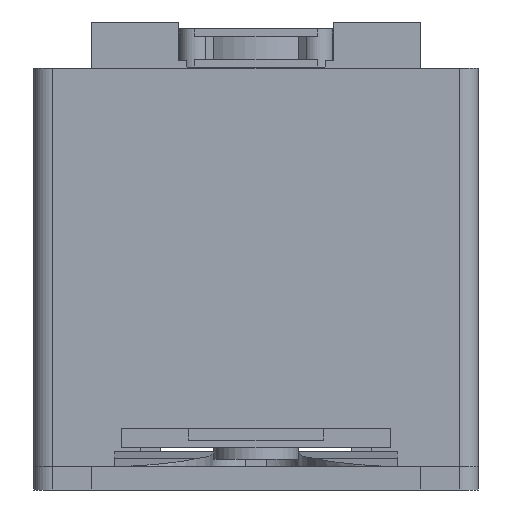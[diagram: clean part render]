
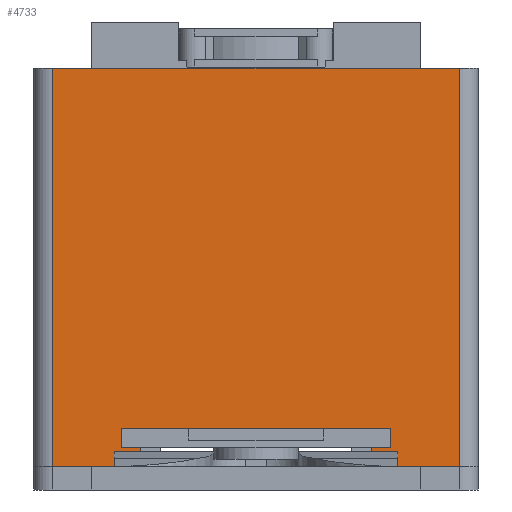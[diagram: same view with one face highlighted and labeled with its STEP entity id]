
A CAD part, front view. The second image highlights one B-rep face of the part: STEP entity #4733.
In plain terms, the highlighted planar face has unit normal (0, -1, 0).
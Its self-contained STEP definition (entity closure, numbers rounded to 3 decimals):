
#327=PLANE('',#5205);
#591=FACE_OUTER_BOUND('',#918,.T.);
#918=EDGE_LOOP('',(#4160,#4161,#4162,#4163,#4164,#4165,#4166,#4167));
#1308=LINE('',#8736,#1730);
#1316=LINE('',#8779,#1738);
#1332=LINE('',#8819,#1754);
#1335=LINE('',#8831,#1757);
#1336=LINE('',#8833,#1758);
#1337=LINE('',#8834,#1759);
#1338=LINE('',#8835,#1760);
#1339=LINE('',#8836,#1761);
#1730=VECTOR('',#6274,10.);
#1738=VECTOR('',#6322,10.);
#1754=VECTOR('',#6346,10.);
#1757=VECTOR('',#6357,10.);
#1758=VECTOR('',#6358,10.);
#1759=VECTOR('',#6359,10.);
#1760=VECTOR('',#6360,10.);
#1761=VECTOR('',#6361,10.);
#2365=VERTEX_POINT('',#8733);
#2366=VERTEX_POINT('',#8735);
#2380=VERTEX_POINT('',#8776);
#2381=VERTEX_POINT('',#8778);
#2400=VERTEX_POINT('',#8816);
#2401=VERTEX_POINT('',#8818);
#2406=VERTEX_POINT('',#8830);
#2407=VERTEX_POINT('',#8832);
#2967=EDGE_CURVE('',#2365,#2366,#1308,.T.);
#2986=EDGE_CURVE('',#2380,#2381,#1316,.T.);
#3006=EDGE_CURVE('',#2401,#2400,#1332,.T.);
#3012=EDGE_CURVE('',#2400,#2406,#1335,.T.);
#3013=EDGE_CURVE('',#2406,#2407,#1336,.T.);
#3014=EDGE_CURVE('',#2407,#2381,#1337,.T.);
#3015=EDGE_CURVE('',#2366,#2380,#1338,.T.);
#3016=EDGE_CURVE('',#2401,#2365,#1339,.T.);
#4160=ORIENTED_EDGE('',*,*,#3006,.T.);
#4161=ORIENTED_EDGE('',*,*,#3012,.T.);
#4162=ORIENTED_EDGE('',*,*,#3013,.T.);
#4163=ORIENTED_EDGE('',*,*,#3014,.T.);
#4164=ORIENTED_EDGE('',*,*,#2986,.F.);
#4165=ORIENTED_EDGE('',*,*,#3015,.F.);
#4166=ORIENTED_EDGE('',*,*,#2967,.F.);
#4167=ORIENTED_EDGE('',*,*,#3016,.F.);
#4733=ADVANCED_FACE('',(#591),#327,.F.);
#5205=AXIS2_PLACEMENT_3D('',#8829,#6355,#6356);
#6274=DIRECTION('',(1.,0.,0.));
#6322=DIRECTION('',(-1.,0.,0.));
#6346=DIRECTION('',(1.,0.,0.));
#6355=DIRECTION('center_axis',(0.,1.,0.));
#6356=DIRECTION('ref_axis',(-1.,0.,0.));
#6357=DIRECTION('',(0.,0.,1.));
#6358=DIRECTION('',(1.,0.,0.));
#6359=DIRECTION('',(0.,0.,-1.));
#6360=DIRECTION('',(0.,0.,-1.));
#6361=DIRECTION('',(0.,0.,1.));
#8733=CARTESIAN_POINT('',(-53.,-4.,110.));
#8735=CARTESIAN_POINT('',(53.,-4.,110.));
#8736=CARTESIAN_POINT('',(-58.,-4.,110.));
#8776=CARTESIAN_POINT('',(53.,-4.,6.));
#8778=CARTESIAN_POINT('',(30.,-4.,6.));
#8779=CARTESIAN_POINT('',(-29.,-4.,6.));
#8816=CARTESIAN_POINT('',(-30.,-4.,6.));
#8818=CARTESIAN_POINT('',(-53.,-4.,6.));
#8819=CARTESIAN_POINT('',(21.5,-4.,6.));
#8829=CARTESIAN_POINT('Origin',(43.,-4.,6.));
#8830=CARTESIAN_POINT('',(-30.,-4.,14.));
#8831=CARTESIAN_POINT('',(-30.,-4.,6.));
#8832=CARTESIAN_POINT('',(30.,-4.,14.));
#8833=CARTESIAN_POINT('',(6.5,-4.,14.));
#8834=CARTESIAN_POINT('',(30.,-4.,10.));
#8835=CARTESIAN_POINT('',(53.,-4.,106.));
#8836=CARTESIAN_POINT('',(-53.,-4.,53.));
